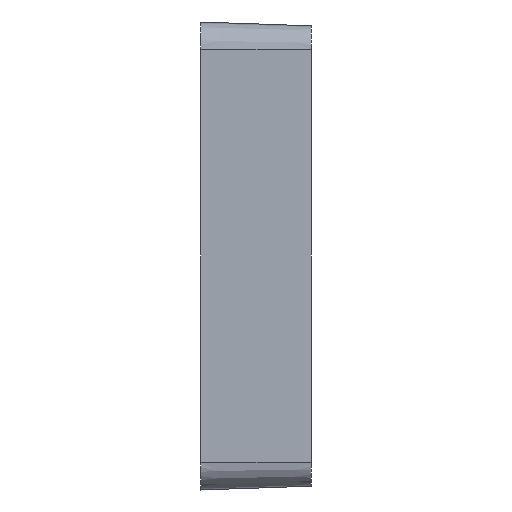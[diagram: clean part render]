
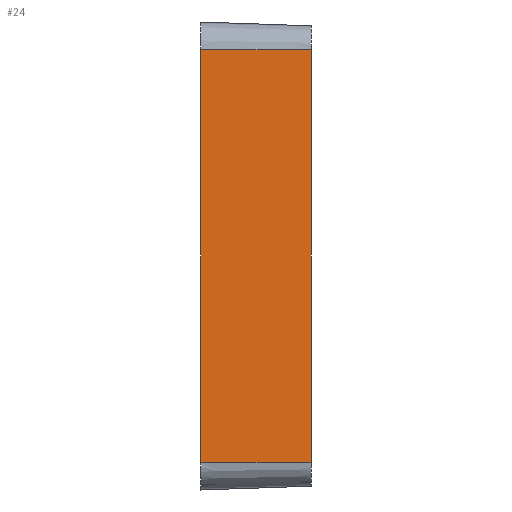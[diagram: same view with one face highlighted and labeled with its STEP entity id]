
A CAD part, left-side view. The second image highlights one B-rep face of the part: STEP entity #24.
In plain terms, the highlighted planar face has unit normal (-0.999, -0.035, 0).
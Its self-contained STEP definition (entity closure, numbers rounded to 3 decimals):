
#24 = ADVANCED_FACE ( 'NONE', ( #330 ), #430, .T. ) ;
#41 = EDGE_CURVE ( 'NONE', #533, #379, #103, .T. ) ;
#67 = LINE ( 'NONE', #312, #333 ) ;
#90 = VECTOR ( 'NONE', #585, 1000. ) ;
#103 = LINE ( 'NONE', #344, #506 ) ;
#128 = CARTESIAN_POINT ( 'NONE',  ( -51., 0., -7.5 ) ) ;
#153 = ORIENTED_EDGE ( 'NONE', *, *, #329, .T. ) ;
#181 = ORIENTED_EDGE ( 'NONE', *, *, #612, .F. ) ;
#190 = DIRECTION ( 'NONE',  ( -0.999, -0.035, 0. ) ) ;
#207 = DIRECTION ( 'NONE',  ( 0.035, -0.999, 0. ) ) ;
#238 = AXIS2_PLACEMENT_3D ( 'NONE', #623, #190, #207 ) ;
#247 = VERTEX_POINT ( 'NONE', #568 ) ;
#290 = VECTOR ( 'NONE', #513, 1000. ) ;
#312 = CARTESIAN_POINT ( 'NONE',  ( -51., 0., 7.5 ) ) ;
#319 = LINE ( 'NONE', #128, #290 ) ;
#324 = CARTESIAN_POINT ( 'NONE',  ( -50.86, -4., -7.5 ) ) ;
#329 = EDGE_CURVE ( 'NONE', #375, #247, #487, .T. ) ;
#330 = FACE_OUTER_BOUND ( 'NONE', #530, .T. ) ;
#333 = VECTOR ( 'NONE', #351, 1000. ) ;
#336 = CARTESIAN_POINT ( 'NONE',  ( -51., 0., 7.5 ) ) ;
#344 = CARTESIAN_POINT ( 'NONE',  ( -51., 0., 7.5 ) ) ;
#351 = DIRECTION ( 'NONE',  ( -0.035, 0.999, 0. ) ) ;
#375 = VERTEX_POINT ( 'NONE', #324 ) ;
#379 = VERTEX_POINT ( 'NONE', #336 ) ;
#407 = ORIENTED_EDGE ( 'NONE', *, *, #41, .F. ) ;
#430 = PLANE ( 'NONE',  #238 ) ;
#448 = DIRECTION ( 'NONE',  ( 0., 0., 1. ) ) ;
#470 = EDGE_CURVE ( 'NONE', #247, #379, #67, .T. ) ;
#487 = LINE ( 'NONE', #582, #90 ) ;
#496 = ORIENTED_EDGE ( 'NONE', *, *, #470, .T. ) ;
#506 = VECTOR ( 'NONE', #448, 1000. ) ;
#513 = DIRECTION ( 'NONE',  ( -0.035, 0.999, 0. ) ) ;
#530 = EDGE_LOOP ( 'NONE', ( #407, #181, #153, #496 ) ) ;
#533 = VERTEX_POINT ( 'NONE', #555 ) ;
#555 = CARTESIAN_POINT ( 'NONE',  ( -51., 0., -7.5 ) ) ;
#568 = CARTESIAN_POINT ( 'NONE',  ( -50.86, -4., 7.5 ) ) ;
#582 = CARTESIAN_POINT ( 'NONE',  ( -50.86, -4., 7.5 ) ) ;
#585 = DIRECTION ( 'NONE',  ( 0., 0., 1. ) ) ;
#612 = EDGE_CURVE ( 'NONE', #375, #533, #319, .T. ) ;
#623 = CARTESIAN_POINT ( 'NONE',  ( -51., 0., 7.5 ) ) ;
